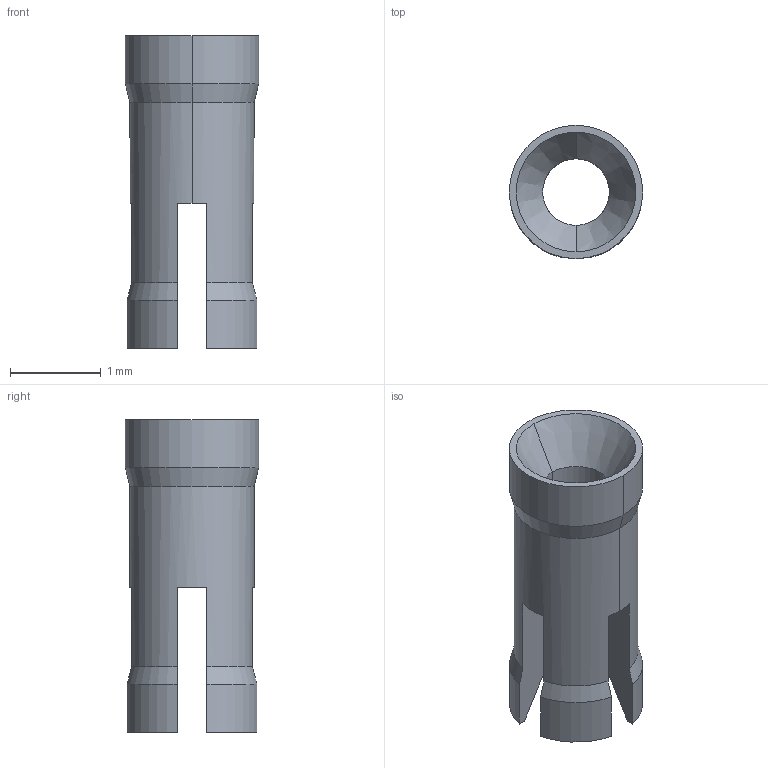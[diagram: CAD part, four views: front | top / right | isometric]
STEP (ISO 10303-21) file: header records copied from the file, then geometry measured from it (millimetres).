
FILE_DESCRIPTION((''),'2;1');
FILE_NAME('TYCO_7-1437514-0.stp','2013-04-23T17:30:55',(''),(''),'Mechanical Desktop 2011','Mechanical Desktop 2011',', , ');
FILE_SCHEMA(('AUTOMOTIVE_DESIGN { 1 2 10303 214 1 1 1 1 }'));
Length unit declared in the file: millimetre
Products named in the file (1): Product
Bounding box: 1.47 x 1.47 x 3.45 mm (x, y, z)
Volume: 2.9 mm3; surface area: 25.3 mm2
Topology: 1 solids, 1 shells, 39 faces, 108 edges, 70 vertices
Faces by surface type: plane 17, cone 12, cylinder 10
Entity records: 1289 total; most frequent: CARTESIAN_POINT 250, ORIENTED_EDGE 216, DIRECTION 214, EDGE_CURVE 108, AXIS2_PLACEMENT_3D 82, VERTEX_POINT 70, VECTOR 50, LINE 50
